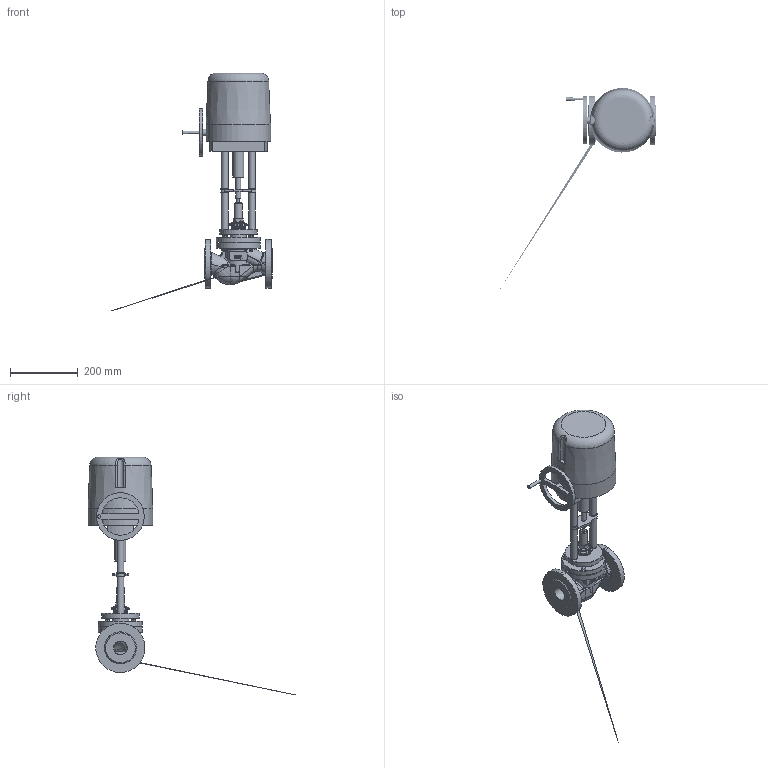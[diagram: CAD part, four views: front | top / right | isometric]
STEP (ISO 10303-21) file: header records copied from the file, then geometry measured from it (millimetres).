
FILE_DESCRIPTION(/* description */ (''),/* implementation_level */ '2;1');
FILE_NAME(/* name */ 'Р11 DN40 + ЭПА_ЭПР 204.stp',/* time_stamp */ '2024-03-17T11:03:08+03:00',/* author */ ('kostr'),/* organization */ ('none'),/* preprocessor_version */ 'ST-DEVELOPER v18.1',/* originating_system */ 'AutoCAD Mechanical',/* authorisation */ 'none');
FILE_SCHEMA (('AUTOMOTIVE_DESIGN { 1 0 10303 214 3 1 1 }'));
Length unit declared in the file: millimetre
Products named in the file (4): Product2; Product1; Product; EPR204
Assembly tree (3 placements, depth 3):
  Product2
    Product1
      Product
      EPR204
Bounding box: 472.63 x 611.24 x 700.1 mm (x, y, z)
Volume: 7472808.1 mm3; surface area: 539716.4 mm2
Topology: 4 solids, 7 shells, 1402 faces, 8035 edges, 6709 vertices
Faces by surface type: plane 773, cylinder 371, bspline 190, cone 43, torus 25
Full cylindrical faces by diameter (mm): 8 x1, 10 x200, 12.5 x4, 13.749 x1, 14.6 x2, 15 x2, 16 x1, 18 x1, 20 x8, 21 x1, 22 x4, 22.8 x4, 23 x1, 24 x13, 32 x1, 40 x23, 46.298 x1, 47.998 x1, 48 x2, 51 x1, 51.998 x1, 54 x1, 55.999 x1, 68 x1, 69 x2, 110 x1, 129 x1, 130 x1, 140 x1, 190 x1
Entity records: 246493 total; most frequent: CARTESIAN_POINT 191580, ORIENTED_EDGE 15923, EDGE_CURVE 8035, VERTEX_POINT 6709, DIRECTION 6190, B_SPLINE_CURVE_WITH_KNOTS 5097, LINE 2102, VECTOR 2102
